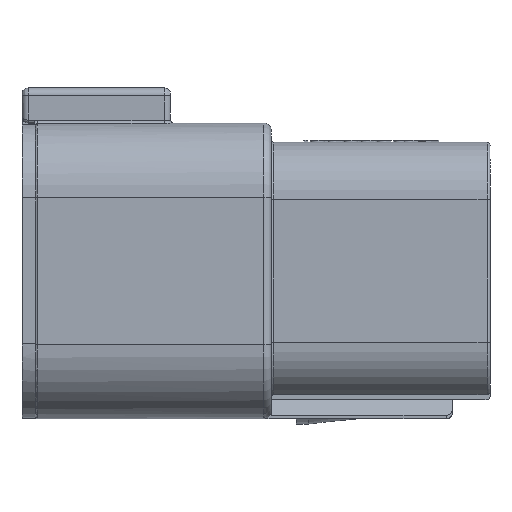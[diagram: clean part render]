
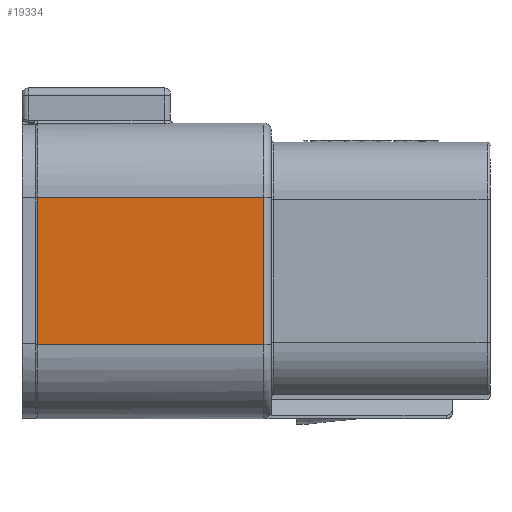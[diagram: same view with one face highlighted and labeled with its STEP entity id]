
A CAD part, left-side view. The second image highlights one B-rep face of the part: STEP entity #19334.
In plain terms, the highlighted planar face has unit normal (-1, 0, 0).
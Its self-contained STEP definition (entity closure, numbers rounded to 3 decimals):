
#2925=DIRECTION('',(0.,0.,-1.));
#2926=VECTOR('',#2925,14.9);
#2927=CARTESIAN_POINT('',(-13.475,22.9,7.45));
#2928=LINE('',#2927,#2926);
#2929=DIRECTION('',(0.,-1.,0.));
#2930=VECTOR('',#2929,22.85);
#2931=CARTESIAN_POINT('',(-13.475,45.75,-7.45));
#2932=LINE('',#2931,#2930);
#2933=DIRECTION('',(0.,0.,-1.));
#2934=VECTOR('',#2933,14.9);
#2935=CARTESIAN_POINT('',(-13.475,45.75,7.45));
#2936=LINE('',#2935,#2934);
#2937=DIRECTION('',(0.,-1.,0.));
#2938=VECTOR('',#2937,22.85);
#2939=CARTESIAN_POINT('',(-13.475,45.75,7.45));
#2940=LINE('',#2939,#2938);
#12477=CARTESIAN_POINT('',(-13.475,45.75,-7.45));
#12478=VERTEX_POINT('',#12477);
#12479=CARTESIAN_POINT('',(-13.475,45.75,7.45));
#12480=VERTEX_POINT('',#12479);
#12489=CARTESIAN_POINT('',(-13.475,22.9,-7.45));
#12491=VERTEX_POINT('',#12489);
#12497=CARTESIAN_POINT('',(-13.475,22.9,7.45));
#12498=VERTEX_POINT('',#12497);
#19323=CARTESIAN_POINT('',(-13.475,47.3,-14.95));
#19324=DIRECTION('',(-1.,0.,0.));
#19325=DIRECTION('',(0.,0.,1.));
#19326=AXIS2_PLACEMENT_3D('',#19323,#19324,#19325);
#19327=PLANE('',#19326);
#19328=ORIENTED_EDGE('',*,*,#19316,.T.);
#19329=ORIENTED_EDGE('',*,*,#19291,.F.);
#19330=ORIENTED_EDGE('',*,*,#18241,.F.);
#19331=ORIENTED_EDGE('',*,*,#18419,.T.);
#19332=EDGE_LOOP('',(#19328,#19329,#19330,#19331));
#19333=FACE_OUTER_BOUND('',#19332,.F.);
#19334=ADVANCED_FACE('',(#19333),#19327,.T.);
#18241=EDGE_CURVE('',#12480,#12478,#2936,.T.);
#18419=EDGE_CURVE('',#12480,#12498,#2940,.T.);
#19291=EDGE_CURVE('',#12478,#12491,#2932,.T.);
#19316=EDGE_CURVE('',#12498,#12491,#2928,.T.);
